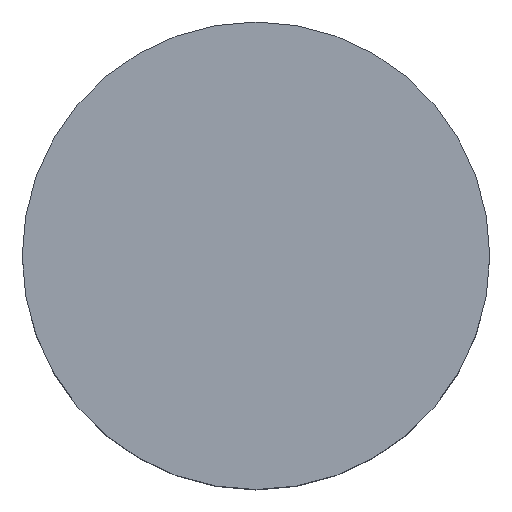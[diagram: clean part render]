
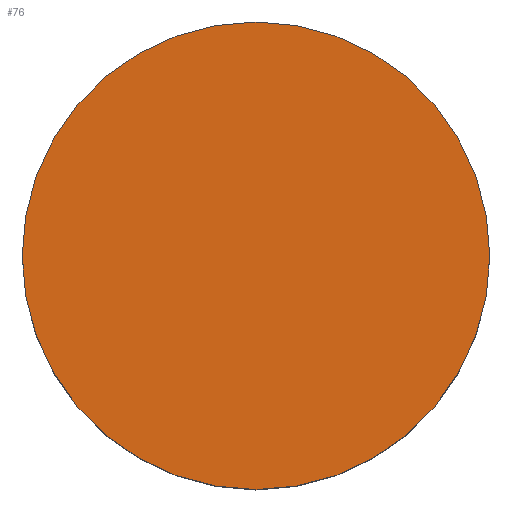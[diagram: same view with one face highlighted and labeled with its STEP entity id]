
A CAD part, top view. The second image highlights one B-rep face of the part: STEP entity #76.
In plain terms, the highlighted planar face has unit normal (0, 0, 1).
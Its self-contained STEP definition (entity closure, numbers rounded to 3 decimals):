
#18 = DIRECTION ( 'NONE',  ( 1., 0., 0. ) ) ;
#34 = CARTESIAN_POINT ( 'NONE',  ( 0., 0., 0. ) ) ;
#35 = AXIS2_PLACEMENT_3D ( 'NONE', #165, #226, #172 ) ;
#59 = EDGE_CURVE ( 'NONE', #238, #309, #197, .T. ) ;
#76 = ADVANCED_FACE ( 'NONE', ( #221 ), #283, .T. ) ;
#120 = ORIENTED_EDGE ( 'NONE', *, *, #305, .T. ) ;
#128 = AXIS2_PLACEMENT_3D ( 'NONE', #232, #178, #18 ) ;
#132 = DIRECTION ( 'NONE',  ( 0., 0., 1. ) ) ;
#145 = CARTESIAN_POINT ( 'NONE',  ( 2., 0., 0. ) ) ;
#146 = EDGE_LOOP ( 'NONE', ( #120, #233 ) ) ;
#152 = CIRCLE ( 'NONE', #128, 2. ) ;
#165 = CARTESIAN_POINT ( 'NONE',  ( 0., 0., 0. ) ) ;
#172 = DIRECTION ( 'NONE',  ( 1., 0., 0. ) ) ;
#178 = DIRECTION ( 'NONE',  ( 0., 0., 1. ) ) ;
#193 = CARTESIAN_POINT ( 'NONE',  ( -2., 0., 0. ) ) ;
#197 = CIRCLE ( 'NONE', #35, 2. ) ;
#221 = FACE_OUTER_BOUND ( 'NONE', #146, .T. ) ;
#226 = DIRECTION ( 'NONE',  ( 0., 0., 1. ) ) ;
#232 = CARTESIAN_POINT ( 'NONE',  ( 0., 0., 0. ) ) ;
#233 = ORIENTED_EDGE ( 'NONE', *, *, #59, .T. ) ;
#236 = AXIS2_PLACEMENT_3D ( 'NONE', #34, #132, #253 ) ;
#238 = VERTEX_POINT ( 'NONE', #193 ) ;
#253 = DIRECTION ( 'NONE',  ( 1., 0., 0. ) ) ;
#283 = PLANE ( 'NONE',  #236 ) ;
#305 = EDGE_CURVE ( 'NONE', #309, #238, #152, .T. ) ;
#309 = VERTEX_POINT ( 'NONE', #145 ) ;
